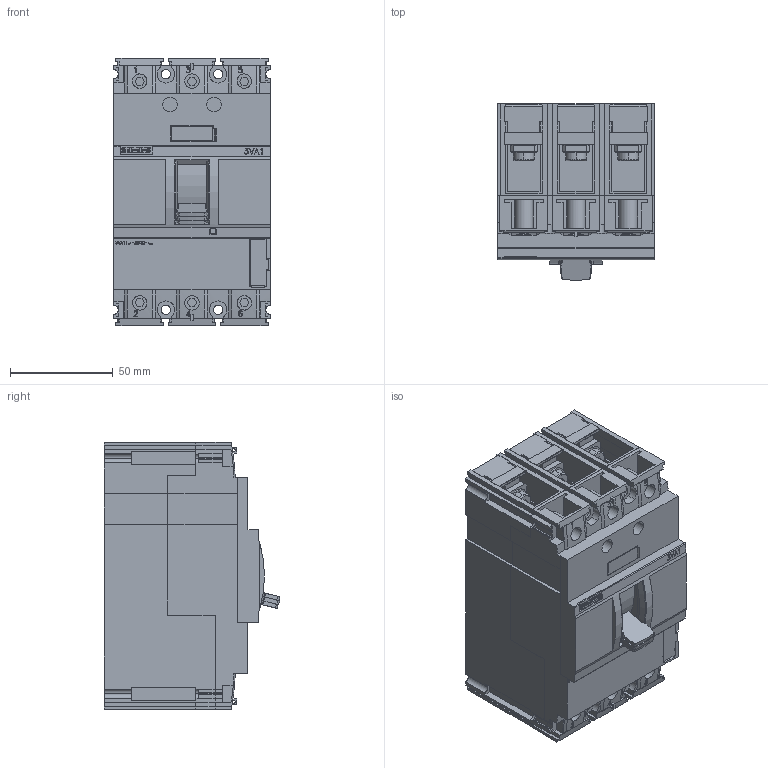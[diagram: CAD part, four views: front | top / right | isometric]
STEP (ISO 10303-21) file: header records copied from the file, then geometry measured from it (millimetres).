
FILE_DESCRIPTION(('no description'),'unknown implementation level');
FILE_NAME('3VA11xxxED32_0103027_100__3D_v.stp',' ',('SIEMENS A&D'),('CADClick - KiM GmbH - www.kimweb.de'),'unknown preprocess','ACIS','unknown authorization');
FILE_SCHEMA(('automotive_design'));
Length unit declared in the file: millimetre
Products named in the file (1): 1
Bounding box: 76.2 x 85.56 x 130.12 mm (x, y, z)
Volume: 593890.7 mm3; surface area: 101049.3 mm2
Topology: 1 solids, 8 shells, 2109 faces, 6120 edges, 4059 vertices
Faces by surface type: plane 1715, cylinder 346, cone 26, torus 22
Entity records: 137592 total; most frequent: CARTESIAN_POINT 13155, STYLED_ITEM 12281, PRESENTATION_STYLE_ASSIGNMENT 12281, COLOUR_RGB 12281, ORIENTED_EDGE 12224, DIRECTION 11233, EDGE_CURVE 6112, CURVE_STYLE 6112
